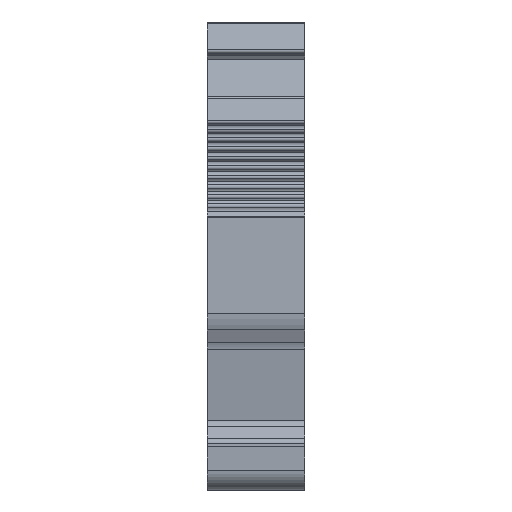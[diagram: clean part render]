
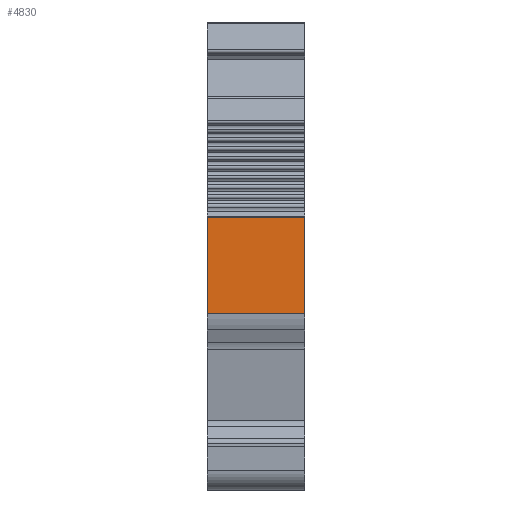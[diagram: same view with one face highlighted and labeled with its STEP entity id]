
A CAD part, left-side view. The second image highlights one B-rep face of the part: STEP entity #4830.
In plain terms, the highlighted planar face has unit normal (-1, 0, 0).
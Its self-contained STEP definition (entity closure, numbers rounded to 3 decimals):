
#896=ORIENTED_EDGE('',*,*,#2301,.F.);
#897=ORIENTED_EDGE('',*,*,#2071,.T.);
#898=ORIENTED_EDGE('',*,*,#2300,.T.);
#899=ORIENTED_EDGE('',*,*,#2302,.F.);
#2071=EDGE_CURVE('',#2798,#2797,#3270,.T.);
#2300=EDGE_CURVE('',#2797,#2991,#3383,.T.);
#2301=EDGE_CURVE('',#2798,#2992,#3384,.T.);
#2302=EDGE_CURVE('',#2992,#2991,#3385,.T.);
#2797=VERTEX_POINT('',#7355);
#2798=VERTEX_POINT('',#7357);
#2991=VERTEX_POINT('',#7808);
#2992=VERTEX_POINT('',#7812);
#3270=LINE('',#7356,#3735);
#3383=LINE('',#7809,#3848);
#3384=LINE('',#7811,#3849);
#3385=LINE('',#7813,#3850);
#3735=VECTOR('',#5768,1000.);
#3848=VECTOR('',#6173,1000.);
#3849=VECTOR('',#6176,1000.);
#3850=VECTOR('',#6177,1000.);
#4179=EDGE_LOOP('',(#896,#897,#898,#899));
#4445=FACE_BOUND('',#4179,.T.);
#4681=PLANE('',#5250);
#4830=ADVANCED_FACE('',(#4445),#4681,.F.);
#5250=AXIS2_PLACEMENT_3D('',#7810,#6174,#6175);
#5768=DIRECTION('',(0.,0.,-1.));
#6173=DIRECTION('',(0.,-1.,0.));
#6174=DIRECTION('',(1.,0.,0.));
#6175=DIRECTION('',(0.,0.,-1.));
#6176=DIRECTION('',(0.,-1.,0.));
#6177=DIRECTION('',(0.,0.,-1.));
#7355=CARTESIAN_POINT('',(-35.75,5.35,1.194));
#7356=CARTESIAN_POINT('',(-35.75,5.35,31.101));
#7357=CARTESIAN_POINT('',(-35.75,5.35,11.041));
#7808=CARTESIAN_POINT('',(-35.75,-4.65,1.194));
#7809=CARTESIAN_POINT('',(-35.75,82.048,1.194));
#7810=CARTESIAN_POINT('',(-35.75,-4.65,31.101));
#7811=CARTESIAN_POINT('',(-35.75,18.143,11.041));
#7812=CARTESIAN_POINT('',(-35.75,-4.65,11.041));
#7813=CARTESIAN_POINT('',(-35.75,-4.65,31.101));
